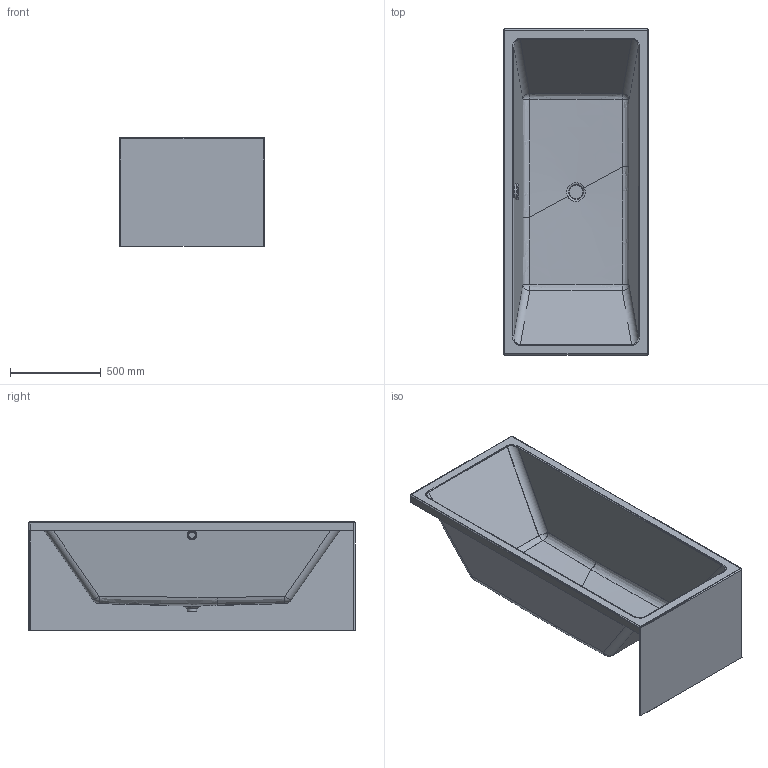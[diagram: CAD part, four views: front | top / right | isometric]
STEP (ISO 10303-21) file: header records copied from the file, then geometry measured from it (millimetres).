
FILE_DESCRIPTION((''),'2;1');
FILE_NAME('700416.stp','2017-07-26T13:48:43',('Administrator'),(''),'Autodesk Inventor 2011','Autodesk Inventor 2011','');
FILE_SCHEMA(('CONFIG_CONTROL_DESIGN'));
Length unit declared in the file: millimetre
Products named in the file (4): 700416; Kelch_Stopfen VERO BW Bgr; Überlaufventil VERO BW
Assembly tree (3 placements, depth 2):
  700416
    700416
    Kelch_Stopfen VERO BW Bgr
    Überlaufventil VERO BW
Bounding box: 800.26 x 1800.13 x 600.05 mm (x, y, z)
Volume: 22124770.5 mm3; surface area: 8911008.2 mm2
Topology: 4 solids, 4 shells, 130 faces, 273 edges, 155 vertices
Faces by surface type: cylinder 42, plane 34, bspline 28, sphere 16, torus 6, cone 4
Full cylindrical faces by diameter (mm): 36.84 x1, 38.514 x1, 43.521 x1, 46.011 x1, 49.116 x1, 51.749 x1, 52 x1, 81.711 x1, 87 x1, 89 x1
Entity records: 7613 total; most frequent: CARTESIAN_POINT 4891, DIRECTION 548, ORIENTED_EDGE 492, EDGE_CURVE 246, AXIS2_PLACEMENT_3D 230, EDGE_LOOP 162, VERTEX_POINT 150, FACE_OUTER_BOUND 130
